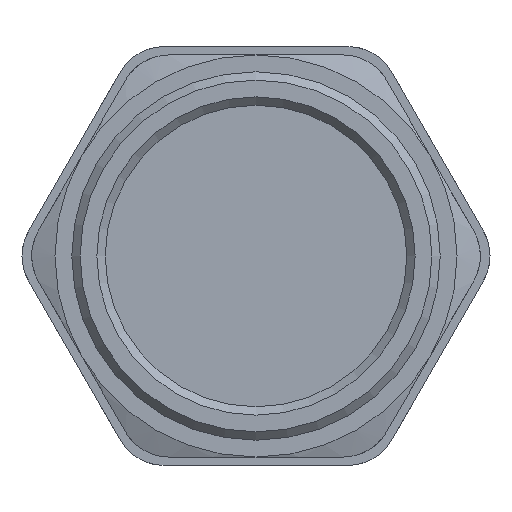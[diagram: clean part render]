
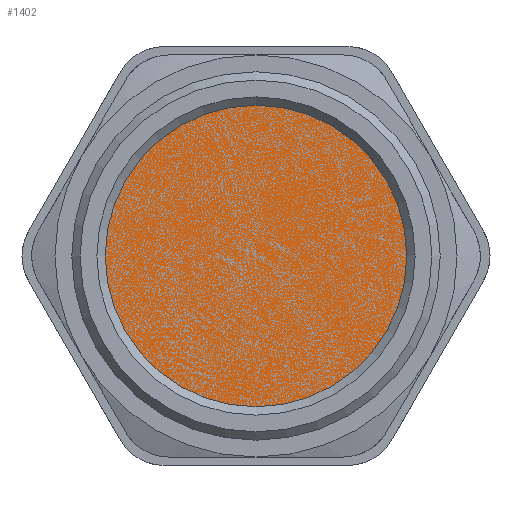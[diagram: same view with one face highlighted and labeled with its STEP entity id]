
A CAD part, front view. The second image highlights one B-rep face of the part: STEP entity #1402.
In plain terms, the highlighted planar face has unit normal (0, 1, 0).
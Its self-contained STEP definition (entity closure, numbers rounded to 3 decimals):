
#456=FACE_OUTER_BOUND('',#542,.T.);
#542=EDGE_LOOP('',(#1294));
#606=CIRCLE('',#1564,11.);
#726=VERTEX_POINT('',#2658);
#916=EDGE_CURVE('',#726,#726,#606,.T.);
#1294=ORIENTED_EDGE('',*,*,#916,.T.);
#1323=PLANE('',#1563);
#1402=ADVANCED_FACE('',(#456),#1323,.T.);
#1563=AXIS2_PLACEMENT_3D('',#2657,#1924,#1925);
#1564=AXIS2_PLACEMENT_3D('',#2659,#1926,#1927);
#1924=DIRECTION('center_axis',(0.,1.,0.));
#1925=DIRECTION('ref_axis',(0.,0.,1.));
#1926=DIRECTION('center_axis',(0.,1.,0.));
#1927=DIRECTION('ref_axis',(0.,0.,1.));
#2657=CARTESIAN_POINT('Origin',(-10.731,-3.116,0.));
#2658=CARTESIAN_POINT('',(-10.731,-3.116,11.));
#2659=CARTESIAN_POINT('Origin',(-10.731,-3.116,0.));
